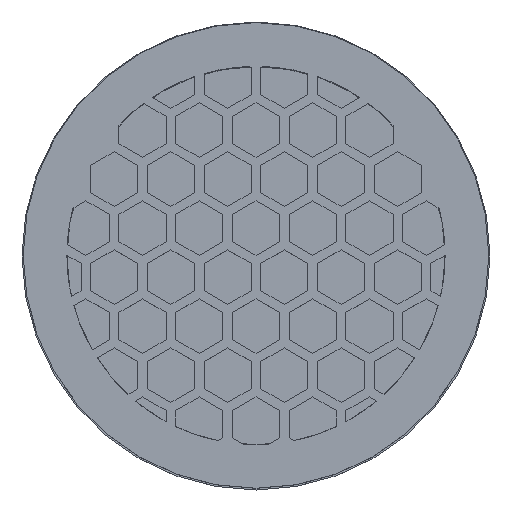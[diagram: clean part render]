
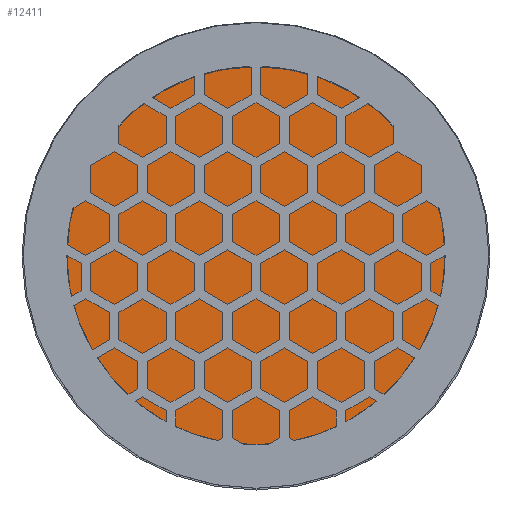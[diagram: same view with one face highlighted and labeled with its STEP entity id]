
A CAD part, top view. The second image highlights one B-rep face of the part: STEP entity #12411.
In plain terms, the highlighted planar face has unit normal (0, 0, 1).
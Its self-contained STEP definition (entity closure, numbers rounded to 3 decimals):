
#808=FACE_OUTER_BOUND('',#1554,.T.);
#1554=EDGE_LOOP('',(#11303));
#1670=CIRCLE('',#13124,24.);
#6079=VERTEX_POINT('',#19606);
#7819=EDGE_CURVE('',#6079,#6079,#1670,.T.);
#11303=ORIENTED_EDGE('',*,*,#7819,.T.);
#11841=PLANE('',#13127);
#12411=ADVANCED_FACE('',(#808),#11841,.F.);
#13124=AXIS2_PLACEMENT_3D('',#19607,#16125,#16126);
#13127=AXIS2_PLACEMENT_3D('',#19612,#16132,#16133);
#16125=DIRECTION('center_axis',(0.,0.,1.));
#16126=DIRECTION('ref_axis',(1.,0.,0.));
#16132=DIRECTION('center_axis',(0.,0.,-1.));
#16133=DIRECTION('ref_axis',(1.,0.,0.));
#19606=CARTESIAN_POINT('',(-24.,0.,22.584));
#19607=CARTESIAN_POINT('Origin',(0.,0.,22.584));
#19612=CARTESIAN_POINT('Origin',(0.,0.,22.584));
